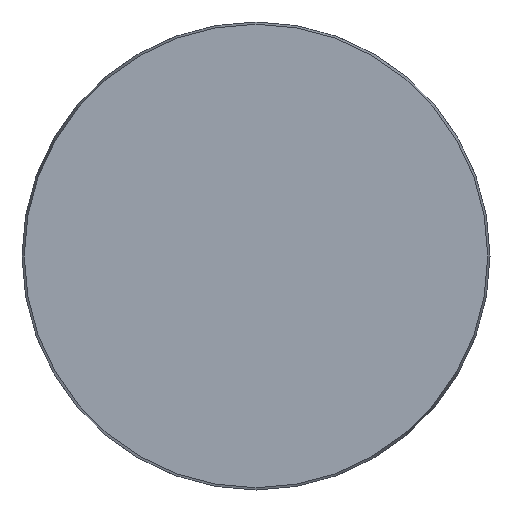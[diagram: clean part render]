
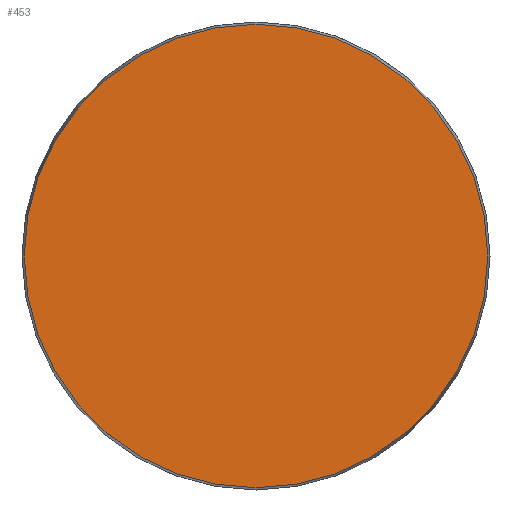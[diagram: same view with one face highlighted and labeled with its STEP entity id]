
A CAD part, front view. The second image highlights one B-rep face of the part: STEP entity #453.
In plain terms, the highlighted planar face has unit normal (0, -1, 0).
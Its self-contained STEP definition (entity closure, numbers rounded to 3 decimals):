
#83 = CIRCLE ( 'NONE', #239, 58.425 ) ;
#114 = CARTESIAN_POINT ( 'NONE',  ( -58.425, 0., 0. ) ) ;
#155 = CARTESIAN_POINT ( 'NONE',  ( 0., 0., 0. ) ) ;
#167 = DIRECTION ( 'NONE',  ( 0., 0., -1. ) ) ;
#239 = AXIS2_PLACEMENT_3D ( 'NONE', #155, #669, #167 ) ;
#271 = PLANE ( 'NONE',  #390 ) ;
#297 = EDGE_LOOP ( 'NONE', ( #594 ) ) ;
#325 = EDGE_CURVE ( 'NONE', #393, #393, #83, .T. ) ;
#390 = AXIS2_PLACEMENT_3D ( 'NONE', #114, #494, #498 ) ;
#393 = VERTEX_POINT ( 'NONE', #503 ) ;
#453 = ADVANCED_FACE ( 'NONE', ( #635 ), #271, .F. ) ;
#494 = DIRECTION ( 'NONE',  ( 0., 1., 0. ) ) ;
#498 = DIRECTION ( 'NONE',  ( 0., 0., 1. ) ) ;
#503 = CARTESIAN_POINT ( 'NONE',  ( 0., 0., -58.425 ) ) ;
#594 = ORIENTED_EDGE ( 'NONE', *, *, #325, .T. ) ;
#635 = FACE_OUTER_BOUND ( 'NONE', #297, .T. ) ;
#669 = DIRECTION ( 'NONE',  ( 0., -1., 0. ) ) ;
